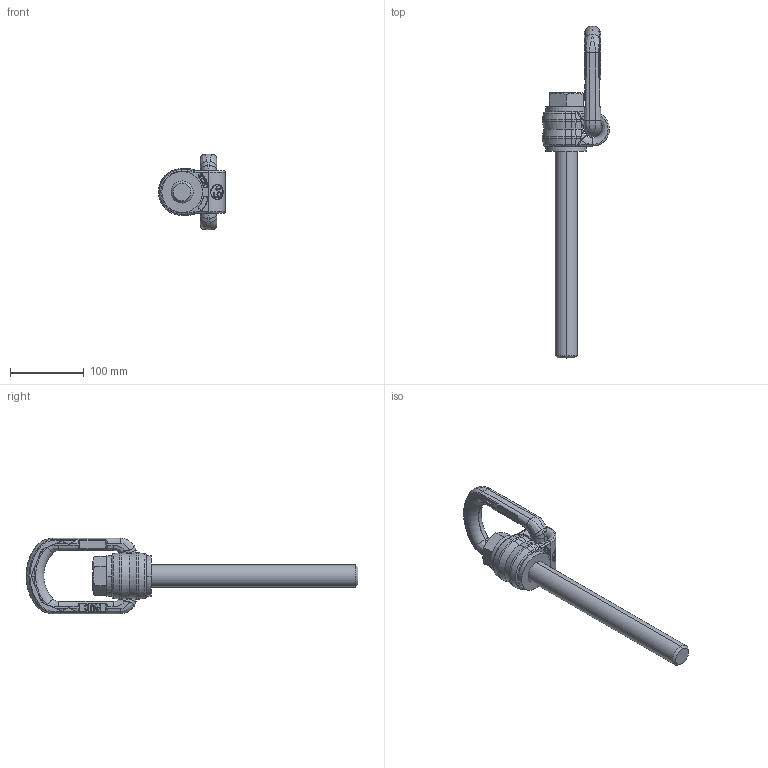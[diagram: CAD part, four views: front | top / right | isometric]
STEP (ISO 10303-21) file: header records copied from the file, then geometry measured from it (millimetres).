
FILE_DESCRIPTION((''),'2;1');
FILE_NAME('001-M34875-P-2_ASM','2014-09-12T',('Andreas.Wendler'),(''),'PRO/ENGINEER BY PARAMETRIC TECHNOLOGY CORPORATION, 2010140','PRO/ENGINEER BY PARAMETRIC TECHNOLOGY CORPORATION, 2010140','');
FILE_SCHEMA(('CONFIG_CONTROL_DESIGN'));
Products named in the file (4): 001-M34875-P-2; 001-M34877-P-1; 001-M34908-P-2; 001-M34875-P-2_ASM
Assembly tree (3 placements, depth 2):
  001-M34875-P-2_ASM
    001-M34875-P-2
    001-M34877-P-1
    001-M34908-P-2
Bounding box: 90.75 x 449.4 x 102 mm (x, y, z)
Volume: 580546.9 mm3; surface area: 99519.7 mm2
Topology: 3 solids, 3 shells, 1125 faces, 2995 edges, 1913 vertices
Faces by surface type: plane 667, bspline 363, cylinder 77, cone 14, torus 4
Entity records: 114355 total; most frequent: CARTESIAN_POINT 88915, ORIENTED_EDGE 5986, DIRECTION 3998, EDGE_CURVE 2993, VECTOR 1968, LINE 1968, VERTEX_POINT 1913, EDGE_LOOP 1170
